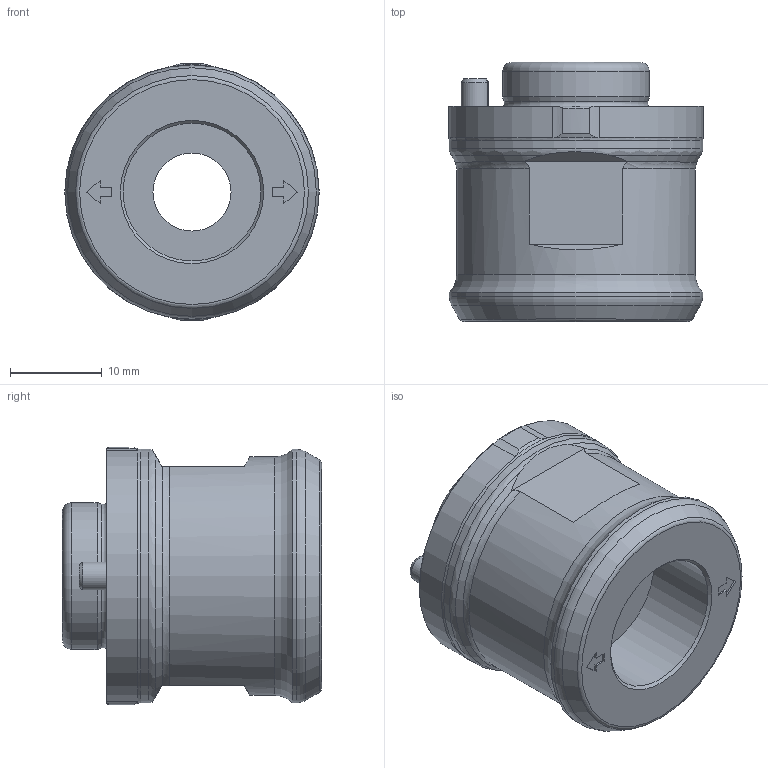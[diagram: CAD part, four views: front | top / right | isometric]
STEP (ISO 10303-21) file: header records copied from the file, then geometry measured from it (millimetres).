
FILE_DESCRIPTION (( 'STEP AP214' ), '1' );
FILE_NAME ('STARK_9000 104_A.STEP', '2018-12-04T09:09:15', ( '' ), ( '' ), 'SwSTEP 2.0', 'SolidWorks 2017', '' );
FILE_SCHEMA (( 'AUTOMOTIVE_DESIGN' ));
Length unit declared in the file: millimetre
Products named in the file (3): STARK_9000 104_A; STARK_9000 104_A.sldasm-Part-2; STARK_9000 104_A.sldasm-Part-1
Assembly tree (2 placements, depth 2):
  STARK_9000 104_A
    STARK_9000 104_A.sldasm-Part-1
    STARK_9000 104_A.sldasm-Part-2
Bounding box: 27.7 x 28.2 x 27.99 mm (x, y, z)
Volume: 10954 mm3; surface area: 4342.1 mm2
Topology: 2 solids, 2 shells, 72 faces, 177 edges, 113 vertices
Faces by surface type: plane 30, cylinder 18, cone 13, torus 11
Full cylindrical faces by diameter (mm): 3 x1, 8.5 x1, 10.2 x1, 15 x1, 16 x1, 25.985 x1, 27.6 x2
Entity records: 2142 total; most frequent: CARTESIAN_POINT 493, DIRECTION 320, ORIENTED_EDGE 292, EDGE_CURVE 146, AXIS2_PLACEMENT_3D 125, VERTEX_POINT 106, EDGE_LOOP 102, FACE_OUTER_BOUND 89
